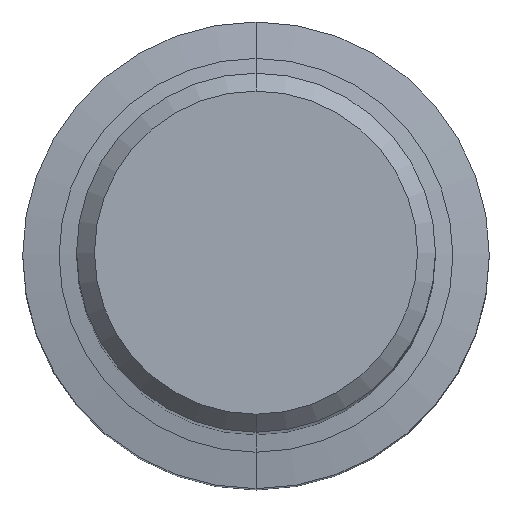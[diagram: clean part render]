
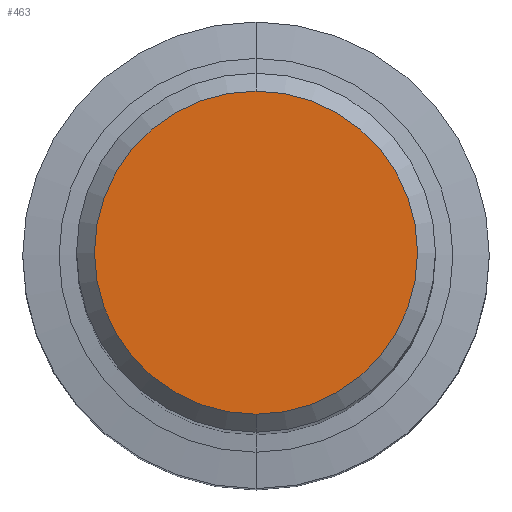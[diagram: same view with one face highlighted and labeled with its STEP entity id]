
A CAD part, top view. The second image highlights one B-rep face of the part: STEP entity #463.
In plain terms, the highlighted planar face has unit normal (0, 0, 1).
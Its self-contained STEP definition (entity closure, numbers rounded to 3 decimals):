
#285=VERTEX_POINT('',#650);
#359=VERTEX_POINT('',#732);
#445=EDGE_CURVE('',#285,#359,#827,.T.);
#463=ADVANCED_FACE('',(#848),#849,.T.);
#511=EDGE_CURVE('',#359,#285,#900,.T.);
#650=CARTESIAN_POINT('',(0.0,9.0,0.0));
#732=CARTESIAN_POINT('',(0.,-9.0,0.0));
#827=CIRCLE('',#1528,9.0);
#848=FACE_OUTER_BOUND('',#1553,.T.);
#849=PLANE('',#1554);
#900=CIRCLE('',#1672,9.0);
#1528=AXIS2_PLACEMENT_3D('',#2024,#2025,#2026);
#1553=EDGE_LOOP('',(#2056,#2057));
#1554=AXIS2_PLACEMENT_3D('',#2058,#2059,#2060);
#1672=AXIS2_PLACEMENT_3D('',#2107,#2108,#2109);
#2024=CARTESIAN_POINT('',(0.0,0.0,0.0));
#2025=DIRECTION('',(0.0,0.0,-1.0));
#2026=DIRECTION('',(0.0,1.0,0.0));
#2056=ORIENTED_EDGE('',*,*,#445,.F.);
#2057=ORIENTED_EDGE('',*,*,#511,.F.);
#2058=CARTESIAN_POINT('',(0.0,4.5,0.0));
#2059=DIRECTION('',(-0.0,0.0,1.0));
#2060=DIRECTION('',(0.0,-1.0,0.0));
#2107=CARTESIAN_POINT('',(0.0,0.0,0.0));
#2108=DIRECTION('',(0.0,0.0,-1.0));
#2109=DIRECTION('',(0.0,1.0,0.0));
